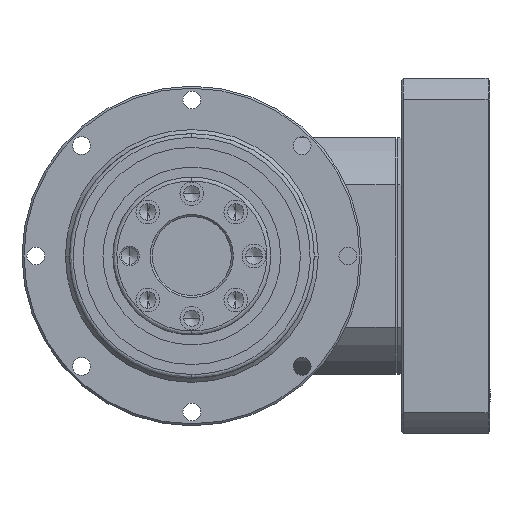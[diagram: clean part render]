
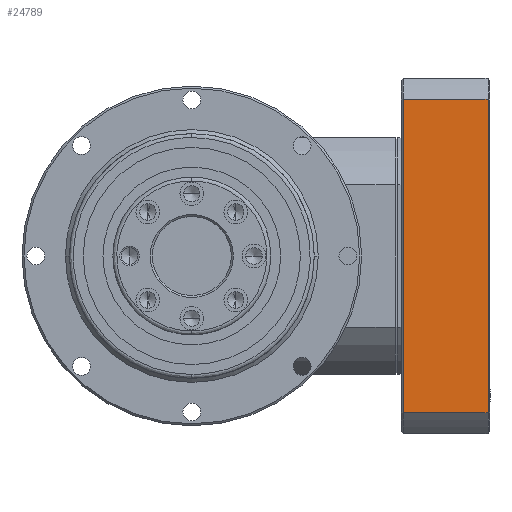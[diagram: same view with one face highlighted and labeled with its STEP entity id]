
A CAD part, left-side view. The second image highlights one B-rep face of the part: STEP entity #24789.
In plain terms, the highlighted face is planar.
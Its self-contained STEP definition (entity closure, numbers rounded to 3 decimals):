
#1265 = DIRECTION ( 'NONE',  ( 1., 0., 0. ) ) ;
#2472 = CARTESIAN_POINT ( 'NONE',  ( -39.686, 45., 3. ) ) ;
#4425 = EDGE_CURVE ( 'NONE', #16582, #18577, #25102, .T. ) ;
#4499 = DIRECTION ( 'NONE',  ( 1., 0., 0. ) ) ;
#5271 = FACE_OUTER_BOUND ( 'NONE', #13253, .T. ) ;
#5871 = VERTEX_POINT ( 'NONE', #16739 ) ;
#6417 = VERTEX_POINT ( 'NONE', #17992 ) ;
#6667 = ORIENTED_EDGE ( 'NONE', *, *, #25474, .F. ) ;
#8340 = VECTOR ( 'NONE', #1265, 1000. ) ;
#10613 = CARTESIAN_POINT ( 'NONE',  ( -39.686, 45., 25. ) ) ;
#10677 = DIRECTION ( 'NONE',  ( -1., 0., 0. ) ) ;
#11844 = VECTOR ( 'NONE', #10677, 1000. ) ;
#12668 = DIRECTION ( 'NONE',  ( 0., 0., 1. ) ) ;
#12763 = AXIS2_PLACEMENT_3D ( 'NONE', #2472, #16521, #4499 ) ;
#13253 = EDGE_LOOP ( 'NONE', ( #15488, #6667, #16980, #18101 ) ) ;
#13267 = CARTESIAN_POINT ( 'NONE',  ( -6.972, 45., 3.5 ) ) ;
#15488 = ORIENTED_EDGE ( 'NONE', *, *, #4425, .F. ) ;
#16521 = DIRECTION ( 'NONE',  ( 0., -1., 0. ) ) ;
#16582 = VERTEX_POINT ( 'NONE', #10613 ) ;
#16739 = CARTESIAN_POINT ( 'NONE',  ( 39.686, 45., 25. ) ) ;
#16939 = VECTOR ( 'NONE', #12668, 1000. ) ;
#16980 = ORIENTED_EDGE ( 'NONE', *, *, #18390, .F. ) ;
#17043 = EDGE_CURVE ( 'NONE', #18577, #6417, #19081, .T. ) ;
#17992 = CARTESIAN_POINT ( 'NONE',  ( 39.686, 45., 3.5 ) ) ;
#18101 = ORIENTED_EDGE ( 'NONE', *, *, #17043, .F. ) ;
#18390 = EDGE_CURVE ( 'NONE', #6417, #5871, #22252, .T. ) ;
#18577 = VERTEX_POINT ( 'NONE', #23405 ) ;
#19081 = LINE ( 'NONE', #13267, #8340 ) ;
#20319 = PLANE ( 'NONE',  #12763 ) ;
#22252 = LINE ( 'NONE', #24586, #16939 ) ;
#22485 = LINE ( 'NONE', #22651, #11844 ) ;
#22651 = CARTESIAN_POINT ( 'NONE',  ( -39.686, 45., 25. ) ) ;
#23405 = CARTESIAN_POINT ( 'NONE',  ( -39.686, 45., 3.5 ) ) ;
#24018 = CARTESIAN_POINT ( 'NONE',  ( -39.686, 45., 3. ) ) ;
#24138 = VECTOR ( 'NONE', #25451, 1000. ) ;
#24586 = CARTESIAN_POINT ( 'NONE',  ( 39.686, 45., 3. ) ) ;
#24789 = ADVANCED_FACE ( 'NONE', ( #5271 ), #20319, .F. ) ;
#25102 = LINE ( 'NONE', #24018, #24138 ) ;
#25451 = DIRECTION ( 'NONE',  ( 0., 0., -1. ) ) ;
#25474 = EDGE_CURVE ( 'NONE', #5871, #16582, #22485, .T. ) ;
